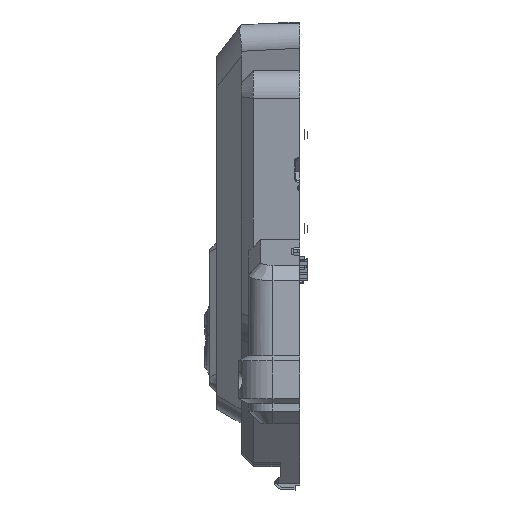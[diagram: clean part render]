
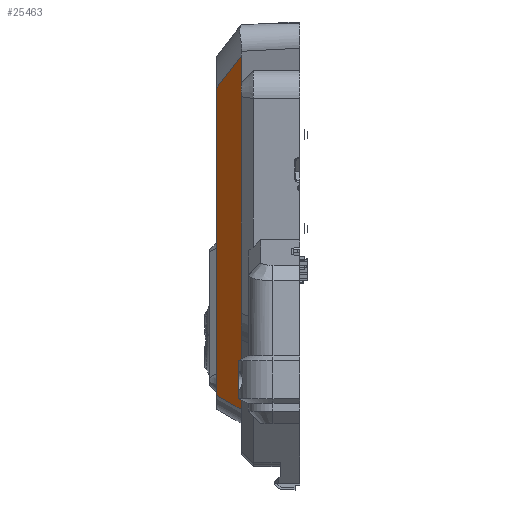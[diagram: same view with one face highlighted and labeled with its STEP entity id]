
A CAD part, left-side view. The second image highlights one B-rep face of the part: STEP entity #25463.
In plain terms, the highlighted planar face has unit normal (-0.813, 0.5, -0.299).
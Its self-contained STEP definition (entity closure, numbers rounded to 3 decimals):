
#2096=LINE('',#39220,#4968);
#2097=LINE('',#39222,#4969);
#2098=LINE('',#39224,#4970);
#2099=LINE('',#39226,#4971);
#2100=LINE('',#39227,#4972);
#4968=VECTOR('',#31057,10.);
#4969=VECTOR('',#31058,10.);
#4970=VECTOR('',#31059,10.);
#4971=VECTOR('',#31060,10.);
#4972=VECTOR('',#31061,10.);
#7158=PLANE('',#27163);
#8374=FACE_OUTER_BOUND('',#9766,.T.);
#9766=EDGE_LOOP('',(#20094,#20095,#20096,#20097,#20098));
#11956=VERTEX_POINT('',#39218);
#11957=VERTEX_POINT('',#39219);
#11958=VERTEX_POINT('',#39221);
#11959=VERTEX_POINT('',#39223);
#11960=VERTEX_POINT('',#39225);
#14953=EDGE_CURVE('',#11956,#11957,#2096,.T.);
#14954=EDGE_CURVE('',#11958,#11956,#2097,.T.);
#14955=EDGE_CURVE('',#11959,#11958,#2098,.T.);
#14956=EDGE_CURVE('',#11959,#11960,#2099,.T.);
#14957=EDGE_CURVE('',#11957,#11960,#2100,.T.);
#20094=ORIENTED_EDGE('',*,*,#14953,.F.);
#20095=ORIENTED_EDGE('',*,*,#14954,.F.);
#20096=ORIENTED_EDGE('',*,*,#14955,.F.);
#20097=ORIENTED_EDGE('',*,*,#14956,.T.);
#20098=ORIENTED_EDGE('',*,*,#14957,.F.);
#25463=ADVANCED_FACE('',(#8374),#7158,.T.);
#27163=AXIS2_PLACEMENT_3D('',#39217,#31055,#31056);
#31055=DIRECTION('center_axis',(-0.813,0.5,-0.299));
#31056=DIRECTION('ref_axis',(-0.345,0.,0.939));
#31057=DIRECTION('',(0.345,0.,-0.939));
#31058=DIRECTION('',(0.345,0.,-0.939));
#31059=DIRECTION('',(-0.555,-0.51,0.657));
#31060=DIRECTION('',(0.345,0.,-0.939));
#31061=DIRECTION('',(0.33,0.818,0.472));
#39217=CARTESIAN_POINT('Origin',(-114.275,24.,255.302));
#39218=CARTESIAN_POINT('',(-106.748,24.,234.814));
#39219=CARTESIAN_POINT('',(-57.828,24.,101.645));
#39220=CARTESIAN_POINT('',(-94.485,24.,201.433));
#39221=CARTESIAN_POINT('',(-110.707,24.,245.591));
#39222=CARTESIAN_POINT('',(-94.485,24.,201.433));
#39223=CARTESIAN_POINT('',(-99.821,34.,232.7));
#39224=CARTESIAN_POINT('',(-103.891,30.261,237.519));
#39225=CARTESIAN_POINT('',(-53.798,34.,107.419));
#39226=CARTESIAN_POINT('',(-62.502,34.,131.113));
#39227=CARTESIAN_POINT('',(-48.884,46.194,114.459));
